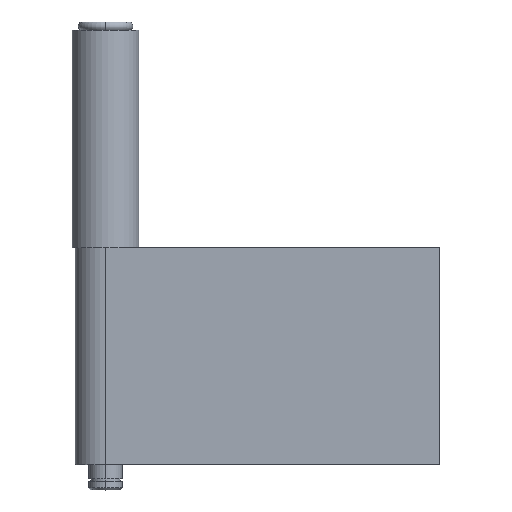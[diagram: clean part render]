
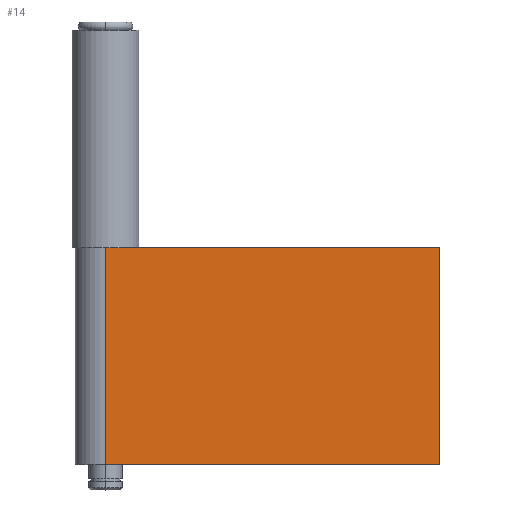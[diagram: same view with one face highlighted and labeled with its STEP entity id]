
A CAD part, top view. The second image highlights one B-rep face of the part: STEP entity #14.
In plain terms, the highlighted face is planar.
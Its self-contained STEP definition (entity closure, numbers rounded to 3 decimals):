
#6 = EDGE_CURVE ( 'NONE', #1065, #1047, #1100, .T. ) ;
#8 = ORIENTED_EDGE ( 'NONE', *, *, #6, .F. ) ;
#14 = ADVANCED_FACE ( 'NONE', ( #1090 ), #1089, .T. ) ;
#262 = VERTEX_POINT ( 'NONE', #444 ) ;
#444 = CARTESIAN_POINT ( 'NONE',  ( 0., 7.25, -52. ) ) ;
#472 = LINE ( 'NONE', #531, #530 ) ;
#507 = CARTESIAN_POINT ( 'NONE',  ( 80., 7.25, -52. ) ) ;
#513 = CARTESIAN_POINT ( 'NONE',  ( 0., 7.25, 0. ) ) ;
#519 = DIRECTION ( 'NONE',  ( -1., 0., 0. ) ) ;
#520 = VECTOR ( 'NONE', #519, 1000. ) ;
#521 = CARTESIAN_POINT ( 'NONE',  ( 0., 7.25, -52. ) ) ;
#526 = LINE ( 'NONE', #521, #520 ) ;
#529 = DIRECTION ( 'NONE',  ( 0., 0., 1. ) ) ;
#530 = VECTOR ( 'NONE', #529, 1000. ) ;
#531 = CARTESIAN_POINT ( 'NONE',  ( 0., 7.25, -52. ) ) ;
#548 = CARTESIAN_POINT ( 'NONE',  ( 80., 7.25, 0. ) ) ;
#553 = DIRECTION ( 'NONE',  ( 0., 0., 1. ) ) ;
#554 = VECTOR ( 'NONE', #553, 1000. ) ;
#555 = CARTESIAN_POINT ( 'NONE',  ( 80., 7.25, -52. ) ) ;
#556 = LINE ( 'NONE', #555, #554 ) ;
#1039 = ORIENTED_EDGE ( 'NONE', *, *, #1041, .T. ) ;
#1041 = EDGE_CURVE ( 'NONE', #262, #1047, #472, .T. ) ;
#1042 = EDGE_LOOP ( 'NONE', ( #8, #1053, #1045, #1039 ) ) ;
#1044 = EDGE_CURVE ( 'NONE', #1049, #262, #526, .T. ) ;
#1045 = ORIENTED_EDGE ( 'NONE', *, *, #1044, .T. ) ;
#1047 = VERTEX_POINT ( 'NONE', #513 ) ;
#1049 = VERTEX_POINT ( 'NONE', #507 ) ;
#1053 = ORIENTED_EDGE ( 'NONE', *, *, #1062, .F. ) ;
#1062 = EDGE_CURVE ( 'NONE', #1049, #1065, #556, .T. ) ;
#1065 = VERTEX_POINT ( 'NONE', #548 ) ;
#1085 = DIRECTION ( 'NONE',  ( 0., 0., 1. ) ) ;
#1086 = DIRECTION ( 'NONE',  ( 0., 1., 0. ) ) ;
#1087 = CARTESIAN_POINT ( 'NONE',  ( 0., 7.25, -52. ) ) ;
#1088 = AXIS2_PLACEMENT_3D ( 'NONE', #1087, #1086, #1085 ) ;
#1089 = PLANE ( 'NONE',  #1088 ) ;
#1090 = FACE_OUTER_BOUND ( 'NONE', #1042, .T. ) ;
#1097 = DIRECTION ( 'NONE',  ( -1., 0., 0. ) ) ;
#1098 = VECTOR ( 'NONE', #1097, 1000. ) ;
#1099 = CARTESIAN_POINT ( 'NONE',  ( 0., 7.25, 0. ) ) ;
#1100 = LINE ( 'NONE', #1099, #1098 ) ;
